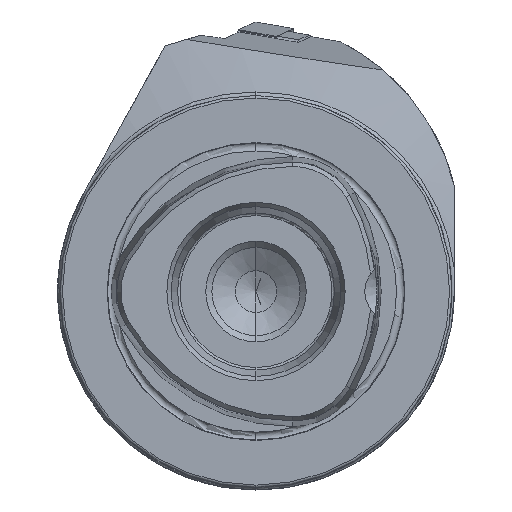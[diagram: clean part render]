
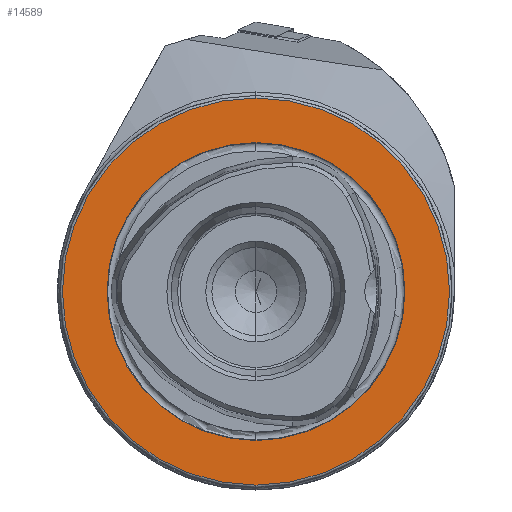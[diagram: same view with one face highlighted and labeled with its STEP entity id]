
A CAD part, left-side view. The second image highlights one B-rep face of the part: STEP entity #14589.
In plain terms, the highlighted planar face has unit normal (-1, 0, 0).
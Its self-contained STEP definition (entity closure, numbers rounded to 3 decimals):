
#92 = CARTESIAN_POINT ( 'NONE',  ( 0., 0., 0. ) ) ;
#215 = CIRCLE ( 'NONE', #1929, 39.5 ) ;
#331 = DIRECTION ( 'NONE',  ( -1., 0., 0. ) ) ;
#478 = CARTESIAN_POINT ( 'NONE',  ( 0., 0., 30.4 ) ) ;
#521 = CARTESIAN_POINT ( 'NONE',  ( 0., 30.4, 0. ) ) ;
#594 = VERTEX_POINT ( 'NONE', #16098 ) ;
#949 = EDGE_CURVE ( 'NONE', #1650, #13699, #215, .T. ) ;
#1350 = AXIS2_PLACEMENT_3D ( 'NONE', #10780, #3030, #12094 ) ;
#1405 = DIRECTION ( 'NONE',  ( 0., 0., 1. ) ) ;
#1650 = VERTEX_POINT ( 'NONE', #12153 ) ;
#1929 = AXIS2_PLACEMENT_3D ( 'NONE', #8097, #331, #9406 ) ;
#2215 = CARTESIAN_POINT ( 'NONE',  ( 0., 0., -39.5 ) ) ;
#2930 = CARTESIAN_POINT ( 'NONE',  ( 0., 0., 0. ) ) ;
#3030 = DIRECTION ( 'NONE',  ( -1., 0., 0. ) ) ;
#3256 = EDGE_LOOP ( 'NONE', ( #14256, #10246 ) ) ;
#3437 = VERTEX_POINT ( 'NONE', #478 ) ;
#3592 = EDGE_CURVE ( 'NONE', #13699, #1650, #6198, .T. ) ;
#3954 = CIRCLE ( 'NONE', #12105, 30.4 ) ;
#4228 = DIRECTION ( 'NONE',  ( 0., 0., 1. ) ) ;
#5705 = ORIENTED_EDGE ( 'NONE', *, *, #949, .T. ) ;
#5729 = DIRECTION ( 'NONE',  ( 0., 0., -1. ) ) ;
#6198 = CIRCLE ( 'NONE', #1350, 39.5 ) ;
#6973 = FACE_OUTER_BOUND ( 'NONE', #16151, .T. ) ;
#7932 = AXIS2_PLACEMENT_3D ( 'NONE', #2930, #11968, #4228 ) ;
#8097 = CARTESIAN_POINT ( 'NONE',  ( 0., 0., 0. ) ) ;
#9150 = DIRECTION ( 'NONE',  ( -1., 0., 0. ) ) ;
#9406 = DIRECTION ( 'NONE',  ( 0., 0., 1. ) ) ;
#9784 = ORIENTED_EDGE ( 'NONE', *, *, #3592, .T. ) ;
#10246 = ORIENTED_EDGE ( 'NONE', *, *, #12704, .F. ) ;
#10780 = CARTESIAN_POINT ( 'NONE',  ( 0., 0., 0. ) ) ;
#11968 = DIRECTION ( 'NONE',  ( -1., 0., 0. ) ) ;
#12094 = DIRECTION ( 'NONE',  ( 0., 0., 1. ) ) ;
#12105 = AXIS2_PLACEMENT_3D ( 'NONE', #92, #9150, #1405 ) ;
#12153 = CARTESIAN_POINT ( 'NONE',  ( 0., 0., 39.5 ) ) ;
#12196 = PLANE ( 'NONE',  #13194 ) ;
#12704 = EDGE_CURVE ( 'NONE', #594, #3437, #16773, .T. ) ;
#13194 = AXIS2_PLACEMENT_3D ( 'NONE', #521, #13529, #5729 ) ;
#13489 = FACE_BOUND ( 'NONE', #3256, .T. ) ;
#13529 = DIRECTION ( 'NONE',  ( 1., 0., 0. ) ) ;
#13699 = VERTEX_POINT ( 'NONE', #2215 ) ;
#13902 = EDGE_CURVE ( 'NONE', #3437, #594, #3954, .T. ) ;
#14256 = ORIENTED_EDGE ( 'NONE', *, *, #13902, .F. ) ;
#14589 = ADVANCED_FACE ( 'NONE', ( #13489, #6973 ), #12196, .F. ) ;
#16098 = CARTESIAN_POINT ( 'NONE',  ( 0., 0., -30.4 ) ) ;
#16151 = EDGE_LOOP ( 'NONE', ( #5705, #9784 ) ) ;
#16773 = CIRCLE ( 'NONE', #7932, 30.4 ) ;
